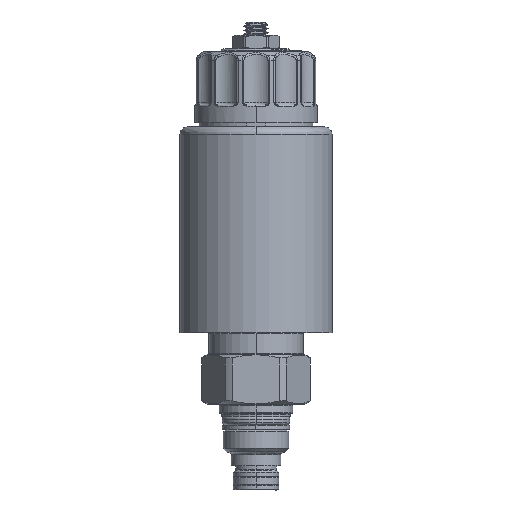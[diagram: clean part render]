
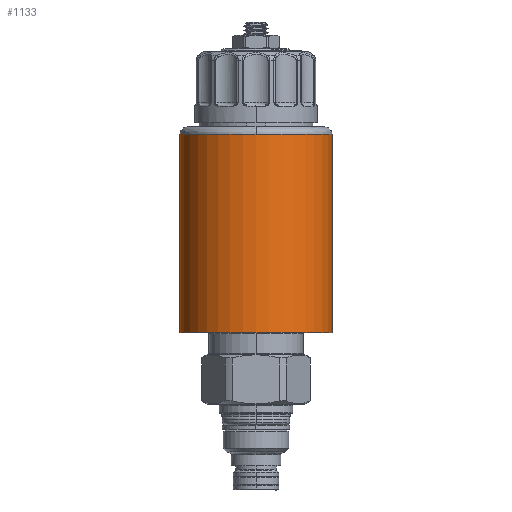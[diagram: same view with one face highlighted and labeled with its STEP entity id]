
A CAD part, left-side view. The second image highlights one B-rep face of the part: STEP entity #1133.
In plain terms, the highlighted cylindrical face has radius 18.5 mm (diameter 37 mm), a partial arc.
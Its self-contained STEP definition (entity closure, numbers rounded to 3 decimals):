
#101 = CARTESIAN_POINT ( 'NONE',  ( 0., 0., -69.037 ) ) ;
#160 = DIRECTION ( 'NONE',  ( 0., 0., 1. ) ) ;
#246 = DIRECTION ( 'NONE',  ( 0., 1., 0. ) ) ;
#1133 = ADVANCED_FACE ( 'NONE', ( #13385 ), #4271, .T. ) ;
#1203 = CARTESIAN_POINT ( 'NONE',  ( 0., 18.5, -69.037 ) ) ;
#2301 = ORIENTED_EDGE ( 'NONE', *, *, #5092, .F. ) ;
#3393 = EDGE_CURVE ( 'NONE', #11323, #6657, #5368, .T. ) ;
#3400 = EDGE_CURVE ( 'NONE', #6657, #22600, #25430, .T. ) ;
#3552 = EDGE_CURVE ( 'NONE', #25728, #22729, #23832, .T. ) ;
#4271 = CYLINDRICAL_SURFACE ( 'NONE', #27445, 18.5 ) ;
#5092 = EDGE_CURVE ( 'NONE', #22600, #22729, #27674, .T. ) ;
#5368 = CIRCLE ( 'NONE', #9433, 18.5 ) ;
#6167 = DIRECTION ( 'NONE',  ( 0., 1., 0. ) ) ;
#6375 = CARTESIAN_POINT ( 'NONE',  ( -18.5, 0., -20.837 ) ) ;
#6657 = VERTEX_POINT ( 'NONE', #6375 ) ;
#7580 = ORIENTED_EDGE ( 'NONE', *, *, #3552, .T. ) ;
#7938 = CARTESIAN_POINT ( 'NONE',  ( 0., 0., -20.837 ) ) ;
#8254 = CARTESIAN_POINT ( 'NONE',  ( 0., -18.5, -20.837 ) ) ;
#8429 = AXIS2_PLACEMENT_3D ( 'NONE', #101, #160, #246 ) ;
#8683 = CARTESIAN_POINT ( 'NONE',  ( 0., -18.5, -69.037 ) ) ;
#9136 = AXIS2_PLACEMENT_3D ( 'NONE', #7938, #31350, #17633 ) ;
#9361 = ORIENTED_EDGE ( 'NONE', *, *, #10068, .T. ) ;
#9433 = AXIS2_PLACEMENT_3D ( 'NONE', #27614, #27731, #29012 ) ;
#9639 = LINE ( 'NONE', #10138, #29582 ) ;
#10068 = EDGE_CURVE ( 'NONE', #11323, #25728, #9639, .T. ) ;
#10138 = CARTESIAN_POINT ( 'NONE',  ( 0., 18.5, -20.837 ) ) ;
#11323 = VERTEX_POINT ( 'NONE', #25390 ) ;
#11549 = EDGE_LOOP ( 'NONE', ( #2301, #27841, #13354, #9361, #7580 ) ) ;
#13354 = ORIENTED_EDGE ( 'NONE', *, *, #3393, .F. ) ;
#13385 = FACE_OUTER_BOUND ( 'NONE', #11549, .T. ) ;
#15205 = VECTOR ( 'NONE', #18630, 1000. ) ;
#17403 = CARTESIAN_POINT ( 'NONE',  ( 0., -18.5, -20.837 ) ) ;
#17633 = DIRECTION ( 'NONE',  ( -1., 0., 0. ) ) ;
#18630 = DIRECTION ( 'NONE',  ( 0., 0., -1. ) ) ;
#19995 = DIRECTION ( 'NONE',  ( 0., 0., -1. ) ) ;
#22600 = VERTEX_POINT ( 'NONE', #8254 ) ;
#22729 = VERTEX_POINT ( 'NONE', #8683 ) ;
#23832 = CIRCLE ( 'NONE', #8429, 18.5 ) ;
#25390 = CARTESIAN_POINT ( 'NONE',  ( 0., 18.5, -20.837 ) ) ;
#25430 = CIRCLE ( 'NONE', #9136, 18.5 ) ;
#25620 = DIRECTION ( 'NONE',  ( 0., 0., -1. ) ) ;
#25728 = VERTEX_POINT ( 'NONE', #1203 ) ;
#27445 = AXIS2_PLACEMENT_3D ( 'NONE', #27974, #25620, #6167 ) ;
#27614 = CARTESIAN_POINT ( 'NONE',  ( 0., 0., -20.837 ) ) ;
#27674 = LINE ( 'NONE', #17403, #15205 ) ;
#27731 = DIRECTION ( 'NONE',  ( 0., 0., 1. ) ) ;
#27841 = ORIENTED_EDGE ( 'NONE', *, *, #3400, .F. ) ;
#27974 = CARTESIAN_POINT ( 'NONE',  ( 0., 0., -20.837 ) ) ;
#29012 = DIRECTION ( 'NONE',  ( -1., 0., 0. ) ) ;
#29582 = VECTOR ( 'NONE', #19995, 1000. ) ;
#31350 = DIRECTION ( 'NONE',  ( 0., 0., 1. ) ) ;
